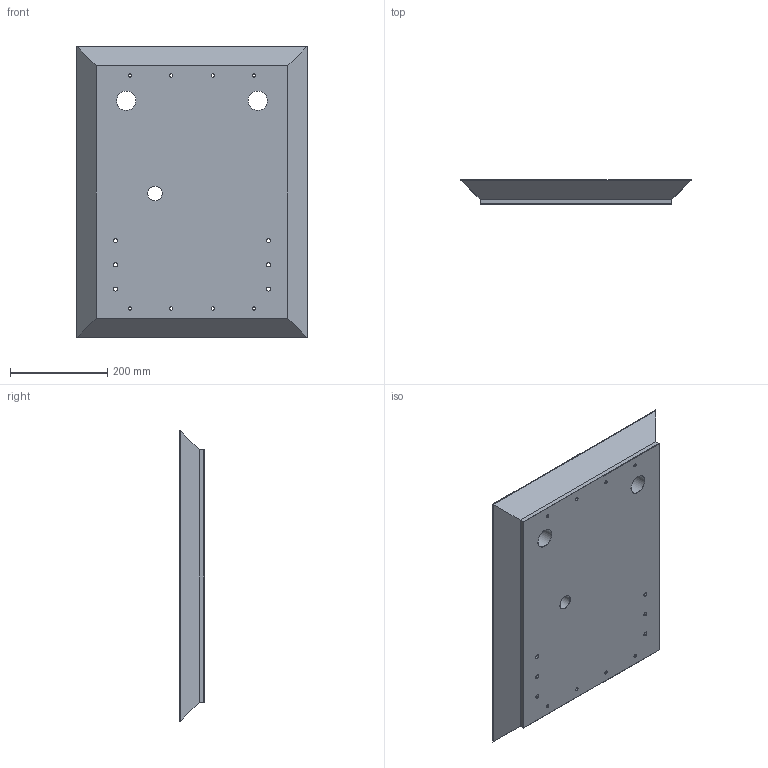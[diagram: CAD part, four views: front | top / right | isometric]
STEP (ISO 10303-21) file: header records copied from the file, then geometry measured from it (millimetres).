
FILE_DESCRIPTION(('FreeCAD Model'),'2;1');
FILE_NAME('Open CASCADE Shape Model','2024-10-15T07:21:01',(''),(''), 'Open CASCADE STEP processor 7.6','FreeCAD','Unknown');
FILE_SCHEMA(('CONFIG_CONTROL_DESIGN','SHAPE_APPEARANCE_LAYER_MIM'));
Length unit declared in the file: millimetre
Products named in the file (4): BoxBackWall; OuterSkinBack; InnerSkinBack; FoamCoreBack
Assembly tree (3 placements, depth 2):
  BoxBackWall
    OuterSkinBack
    InnerSkinBack
    FoamCoreBack
Bounding box: 475 x 50 x 600 mm (x, y, z)
Volume: 11627992.3 mm3; surface area: 1608339.3 mm2
Topology: 3 solids, 3 shells, 77 faces, 209 edges, 138 vertices
Faces by surface type: cylinder 51, plane 26
Full cylindrical faces by diameter (mm): 6.7 x24, 8.3 x18, 30 x3, 40 x6
Entity records: 2850 total; most frequent: DIRECTION 473, CARTESIAN_POINT 428, ORIENTED_EDGE 418, EDGE_CURVE 209, AXIS2_PLACEMENT_3D 183, FACE_BOUND 179, EDGE_LOOP 179, VERTEX_POINT 138
